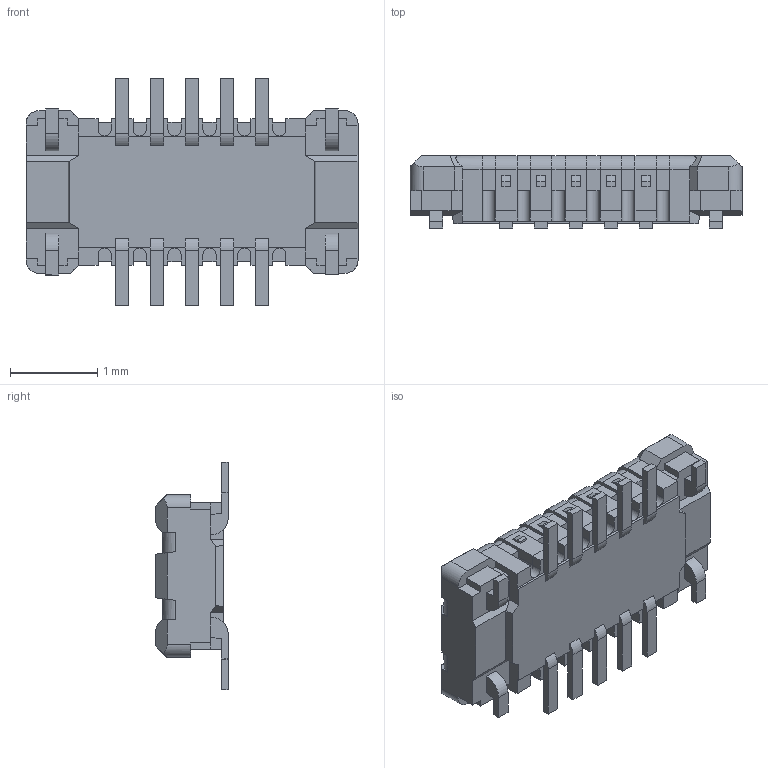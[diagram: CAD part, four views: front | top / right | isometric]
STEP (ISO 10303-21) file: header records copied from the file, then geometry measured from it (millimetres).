
FILE_DESCRIPTION (( 'STEP AP214' ), '1' );
FILE_NAME ('AXT610124.STEP', '2019-04-04T23:01:05', ( '' ), ( '' ), 'SwSTEP 2.0', 'SolidWorks 2017', '' );
FILE_SCHEMA (( 'AUTOMOTIVE_DESIGN' ));
Length unit declared in the file: millimetre
Products named in the file (1): AXT610124
Bounding box: 3.8 x 0.83 x 2.6 mm (x, y, z)
Volume: 3.1 mm3; surface area: 39.9 mm2
Topology: 25 solids, 25 shells, 522 faces, 1334 edges, 872 vertices
Faces by surface type: plane 410, cylinder 112
Entity records: 15876 total; most frequent: CARTESIAN_POINT 2909, ORIENTED_EDGE 2668, DIRECTION 2532, EDGE_CURVE 1334, LINE 1086, VECTOR 1086, VERTEX_POINT 872, AXIS2_PLACEMENT_3D 723
